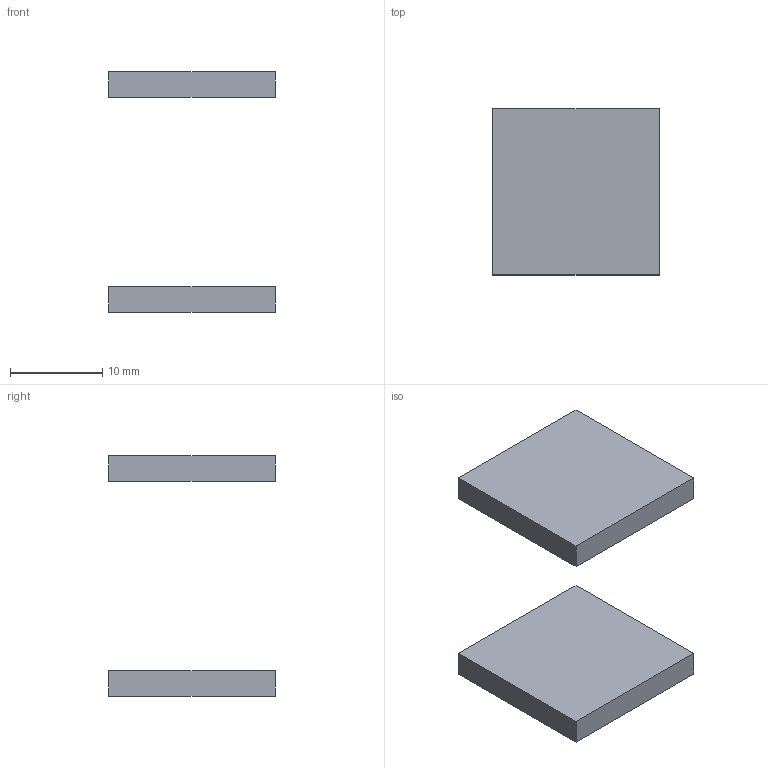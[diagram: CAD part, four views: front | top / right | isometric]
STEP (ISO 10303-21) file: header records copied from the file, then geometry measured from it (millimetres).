
FILE_DESCRIPTION(('Open CASCADE Model'),'2;1');
FILE_NAME('Open CASCADE Shape Model','2025-02-17T20:47:06',('Author'),( 'Open CASCADE'),'Open CASCADE STEP processor 7.7','Open CASCADE 7.7' ,'Unknown');
FILE_SCHEMA(('AUTOMOTIVE_DESIGN { 1 0 10303 214 1 1 1 1 }'));
Length unit declared in the file: millimetre
Products named in the file (3): Open CASCADE STEP translator 7.7 4; Open CASCADE STEP translator 7.7 4.1; Open CASCADE STEP translator 7.7 4.2
Assembly tree (2 placements, depth 2):
  Open CASCADE STEP translator 7.7 4
    Open CASCADE STEP translator 7.7 4.1
    Open CASCADE STEP translator 7.7 4.2
Bounding box: 18 x 18 x 26 mm (x, y, z)
Volume: 1782 mm3; surface area: 1692 mm2
Topology: 2 solids, 2 shells, 12 faces, 24 edges, 16 vertices
Faces by surface type: plane 12
Entity records: 648 total; most frequent: CARTESIAN_POINT 119, DIRECTION 86, LINE 56, VECTOR 56, ORIENTED_EDGE 48, PCURVE 48, DEFINITIONAL_REPRESENTATION 48, EDGE_CURVE 24
